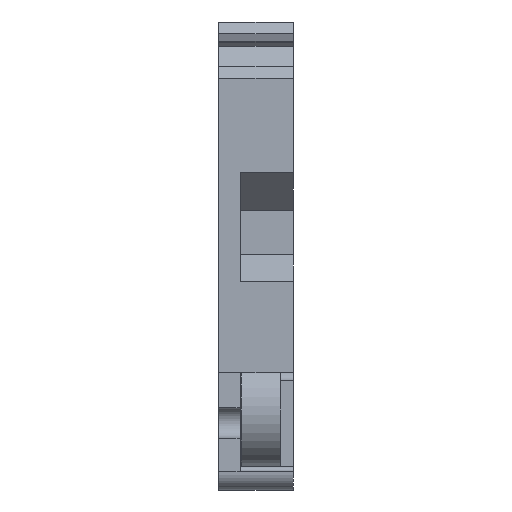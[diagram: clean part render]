
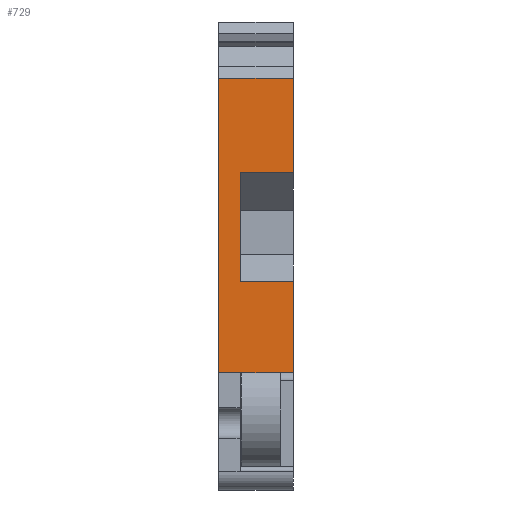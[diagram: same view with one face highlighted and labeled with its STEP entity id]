
A CAD part, front view. The second image highlights one B-rep face of the part: STEP entity #729.
In plain terms, the highlighted planar face has unit normal (0, -1, 0).
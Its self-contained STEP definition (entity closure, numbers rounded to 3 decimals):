
#677=AXIS2_PLACEMENT_3D('Plane Axis2P3D',#674,#675,#676) ;
#138=CARTESIAN_POINT('Vertex',(0.,0.,12.5)) ;
#141=CARTESIAN_POINT('Line Origine',(0.,0.,28.25)) ;
#145=CARTESIAN_POINT('Vertex',(0.,0.,44.)) ;
#655=CARTESIAN_POINT('Line Origine',(4.,0.,12.5)) ;
#659=CARTESIAN_POINT('Vertex',(8.,0.,12.5)) ;
#674=CARTESIAN_POINT('Axis2P3D Location',(8.,0.,22.3)) ;
#679=CARTESIAN_POINT('Line Origine',(5.15,0.,22.3)) ;
#683=CARTESIAN_POINT('Vertex',(8.,0.,22.3)) ;
#685=CARTESIAN_POINT('Vertex',(2.3,0.,22.3)) ;
#688=CARTESIAN_POINT('Line Origine',(2.3,0.,28.1)) ;
#692=CARTESIAN_POINT('Vertex',(2.3,0.,33.9)) ;
#695=CARTESIAN_POINT('Line Origine',(5.15,0.,33.9)) ;
#699=CARTESIAN_POINT('Vertex',(8.,0.,33.9)) ;
#702=CARTESIAN_POINT('Line Origine',(8.,0.,38.95)) ;
#706=CARTESIAN_POINT('Vertex',(8.,0.,44.)) ;
#709=CARTESIAN_POINT('Line Origine',(4.,0.,44.)) ;
#714=CARTESIAN_POINT('Line Origine',(8.,0.,17.4)) ;
#142=DIRECTION('Vector Direction',(0.,0.,-1.)) ;
#656=DIRECTION('Vector Direction',(-1.,0.,0.)) ;
#675=DIRECTION('Axis2P3D Direction',(-0.,1.,0.)) ;
#676=DIRECTION('Axis2P3D XDirection',(0.,-0.,1.)) ;
#680=DIRECTION('Vector Direction',(-1.,0.,0.)) ;
#689=DIRECTION('Vector Direction',(0.,0.,-1.)) ;
#696=DIRECTION('Vector Direction',(-1.,0.,0.)) ;
#703=DIRECTION('Vector Direction',(0.,0.,-1.)) ;
#710=DIRECTION('Vector Direction',(-1.,0.,0.)) ;
#715=DIRECTION('Vector Direction',(0.,0.,-1.)) ;
#143=VECTOR('Line Direction',#142,1.) ;
#657=VECTOR('Line Direction',#656,1.) ;
#681=VECTOR('Line Direction',#680,1.) ;
#690=VECTOR('Line Direction',#689,1.) ;
#697=VECTOR('Line Direction',#696,1.) ;
#704=VECTOR('Line Direction',#703,1.) ;
#711=VECTOR('Line Direction',#710,1.) ;
#716=VECTOR('Line Direction',#715,1.) ;
#720=ORIENTED_EDGE('',*,*,#687,.T.) ;
#721=ORIENTED_EDGE('',*,*,#694,.F.) ;
#722=ORIENTED_EDGE('',*,*,#701,.F.) ;
#723=ORIENTED_EDGE('',*,*,#708,.F.) ;
#724=ORIENTED_EDGE('',*,*,#713,.T.) ;
#725=ORIENTED_EDGE('',*,*,#147,.T.) ;
#726=ORIENTED_EDGE('',*,*,#661,.F.) ;
#727=ORIENTED_EDGE('',*,*,#718,.F.) ;
#729=ADVANCED_FACE('V1',(#728),#678,.F.) ;
#147=EDGE_CURVE('',#146,#139,#144,.T.) ;
#661=EDGE_CURVE('',#660,#139,#658,.T.) ;
#687=EDGE_CURVE('',#684,#686,#682,.T.) ;
#694=EDGE_CURVE('',#693,#686,#691,.T.) ;
#701=EDGE_CURVE('',#700,#693,#698,.T.) ;
#708=EDGE_CURVE('',#707,#700,#705,.T.) ;
#713=EDGE_CURVE('',#707,#146,#712,.T.) ;
#718=EDGE_CURVE('',#684,#660,#717,.T.) ;
#719=EDGE_LOOP('',(#720,#721,#722,#723,#724,#725,#726,#727)) ;
#728=FACE_OUTER_BOUND('',#719,.T.) ;
#144=LINE('Line',#141,#143) ;
#658=LINE('Line',#655,#657) ;
#682=LINE('Line',#679,#681) ;
#691=LINE('Line',#688,#690) ;
#698=LINE('Line',#695,#697) ;
#705=LINE('Line',#702,#704) ;
#712=LINE('Line',#709,#711) ;
#717=LINE('Line',#714,#716) ;
#678=PLANE('',#677) ;
#139=VERTEX_POINT('',#138) ;
#146=VERTEX_POINT('',#145) ;
#660=VERTEX_POINT('',#659) ;
#684=VERTEX_POINT('',#683) ;
#686=VERTEX_POINT('',#685) ;
#693=VERTEX_POINT('',#692) ;
#700=VERTEX_POINT('',#699) ;
#707=VERTEX_POINT('',#706) ;
